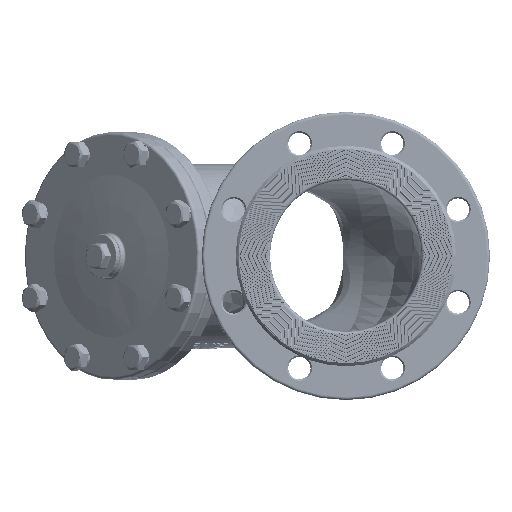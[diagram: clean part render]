
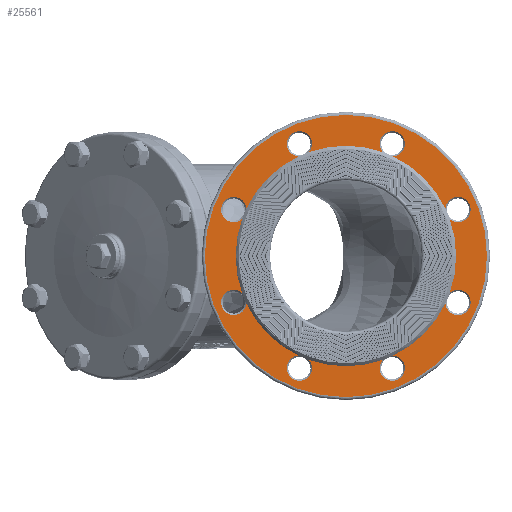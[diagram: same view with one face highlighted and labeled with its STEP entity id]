
A CAD part, left-side view. The second image highlights one B-rep face of the part: STEP entity #25561.
In plain terms, the highlighted planar face has unit normal (-1, 0, 0).
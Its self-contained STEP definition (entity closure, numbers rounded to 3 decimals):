
#598=FACE_BOUND('',#5449,.T.);
#2792=PLANE('',#27482);
#3737=FACE_OUTER_BOUND('',#5448,.T.);
#5448=EDGE_LOOP('',(#20892));
#5449=EDGE_LOOP('',(#20893,#20894,#20895,#20896,#20897,#20898,#20899,#20900,
#20901,#20902,#20903,#20904,#20905,#20906,#20907,#20908));
#9967=CIRCLE('',#27466,109.);
#9969=CIRCLE('',#27468,109.);
#9971=CIRCLE('',#27470,109.);
#9973=CIRCLE('',#27472,109.);
#9975=CIRCLE('',#27474,109.);
#9977=CIRCLE('',#27476,109.);
#9979=CIRCLE('',#27478,109.);
#9981=CIRCLE('',#27480,109.);
#9983=CIRCLE('',#27483,139.5);
#9984=CIRCLE('',#27484,12.5);
#9985=CIRCLE('',#27485,12.5);
#9986=CIRCLE('',#27486,12.5);
#9987=CIRCLE('',#27487,12.5);
#9988=CIRCLE('',#27488,12.5);
#9989=CIRCLE('',#27489,12.5);
#9990=CIRCLE('',#27490,12.5);
#9991=CIRCLE('',#27491,12.5);
#12271=VERTEX_POINT('',#69525);
#12272=VERTEX_POINT('',#69526);
#12273=VERTEX_POINT('',#69528);
#12274=VERTEX_POINT('',#69530);
#12275=VERTEX_POINT('',#69532);
#12276=VERTEX_POINT('',#69534);
#12277=VERTEX_POINT('',#69536);
#12278=VERTEX_POINT('',#69538);
#12279=VERTEX_POINT('',#69540);
#12280=VERTEX_POINT('',#69542);
#12281=VERTEX_POINT('',#69544);
#12282=VERTEX_POINT('',#69546);
#12283=VERTEX_POINT('',#69548);
#12284=VERTEX_POINT('',#69550);
#12285=VERTEX_POINT('',#69552);
#12286=VERTEX_POINT('',#69554);
#12287=VERTEX_POINT('',#69558);
#15408=EDGE_CURVE('',#12271,#12272,#9967,.T.);
#15410=EDGE_CURVE('',#12273,#12274,#9969,.T.);
#15412=EDGE_CURVE('',#12275,#12276,#9971,.T.);
#15414=EDGE_CURVE('',#12277,#12278,#9973,.T.);
#15416=EDGE_CURVE('',#12279,#12280,#9975,.T.);
#15418=EDGE_CURVE('',#12281,#12282,#9977,.T.);
#15420=EDGE_CURVE('',#12283,#12284,#9979,.T.);
#15422=EDGE_CURVE('',#12285,#12286,#9981,.T.);
#15424=EDGE_CURVE('',#12287,#12287,#9983,.T.);
#15425=EDGE_CURVE('',#12271,#12286,#9984,.T.);
#15426=EDGE_CURVE('',#12285,#12284,#9985,.T.);
#15427=EDGE_CURVE('',#12283,#12282,#9986,.T.);
#15428=EDGE_CURVE('',#12281,#12280,#9987,.T.);
#15429=EDGE_CURVE('',#12279,#12278,#9988,.T.);
#15430=EDGE_CURVE('',#12277,#12276,#9989,.T.);
#15431=EDGE_CURVE('',#12275,#12274,#9990,.T.);
#15432=EDGE_CURVE('',#12273,#12272,#9991,.T.);
#20892=ORIENTED_EDGE('',*,*,#15424,.T.);
#20893=ORIENTED_EDGE('',*,*,#15408,.F.);
#20894=ORIENTED_EDGE('',*,*,#15425,.T.);
#20895=ORIENTED_EDGE('',*,*,#15422,.F.);
#20896=ORIENTED_EDGE('',*,*,#15426,.T.);
#20897=ORIENTED_EDGE('',*,*,#15420,.F.);
#20898=ORIENTED_EDGE('',*,*,#15427,.T.);
#20899=ORIENTED_EDGE('',*,*,#15418,.F.);
#20900=ORIENTED_EDGE('',*,*,#15428,.T.);
#20901=ORIENTED_EDGE('',*,*,#15416,.F.);
#20902=ORIENTED_EDGE('',*,*,#15429,.T.);
#20903=ORIENTED_EDGE('',*,*,#15414,.F.);
#20904=ORIENTED_EDGE('',*,*,#15430,.T.);
#20905=ORIENTED_EDGE('',*,*,#15412,.F.);
#20906=ORIENTED_EDGE('',*,*,#15431,.T.);
#20907=ORIENTED_EDGE('',*,*,#15410,.F.);
#20908=ORIENTED_EDGE('',*,*,#15432,.T.);
#25561=ADVANCED_FACE('',(#3737,#598),#2792,.T.);
#27466=AXIS2_PLACEMENT_3D('',#69527,#31550,#31551);
#27468=AXIS2_PLACEMENT_3D('',#69531,#31554,#31555);
#27470=AXIS2_PLACEMENT_3D('',#69535,#31558,#31559);
#27472=AXIS2_PLACEMENT_3D('',#69539,#31562,#31563);
#27474=AXIS2_PLACEMENT_3D('',#69543,#31566,#31567);
#27476=AXIS2_PLACEMENT_3D('',#69547,#31570,#31571);
#27478=AXIS2_PLACEMENT_3D('',#69551,#31574,#31575);
#27480=AXIS2_PLACEMENT_3D('',#69555,#31578,#31579);
#27482=AXIS2_PLACEMENT_3D('',#69557,#31582,#31583);
#27483=AXIS2_PLACEMENT_3D('',#69559,#31584,#31585);
#27484=AXIS2_PLACEMENT_3D('',#69560,#31586,#31587);
#27485=AXIS2_PLACEMENT_3D('',#69561,#31588,#31589);
#27486=AXIS2_PLACEMENT_3D('',#69562,#31590,#31591);
#27487=AXIS2_PLACEMENT_3D('',#69563,#31592,#31593);
#27488=AXIS2_PLACEMENT_3D('',#69564,#31594,#31595);
#27489=AXIS2_PLACEMENT_3D('',#69565,#31596,#31597);
#27490=AXIS2_PLACEMENT_3D('',#69566,#31598,#31599);
#27491=AXIS2_PLACEMENT_3D('',#69567,#31600,#31601);
#31550=DIRECTION('center_axis',(-1.,0.,0.));
#31551=DIRECTION('ref_axis',(0.,0.,1.));
#31554=DIRECTION('center_axis',(-1.,0.,0.));
#31555=DIRECTION('ref_axis',(0.,0.43,0.903));
#31558=DIRECTION('center_axis',(-1.,0.,0.));
#31559=DIRECTION('ref_axis',(0.,0.942,0.334));
#31562=DIRECTION('center_axis',(-1.,0.,0.));
#31563=DIRECTION('ref_axis',(0.,0.903,-0.43));
#31566=DIRECTION('center_axis',(-1.,0.,0.));
#31567=DIRECTION('ref_axis',(0.,0.,-1.));
#31570=DIRECTION('center_axis',(-1.,0.,0.));
#31571=DIRECTION('ref_axis',(0.,-0.43,-0.903));
#31574=DIRECTION('center_axis',(-1.,0.,0.));
#31575=DIRECTION('ref_axis',(0.,-0.942,-0.334));
#31578=DIRECTION('center_axis',(-1.,0.,0.));
#31579=DIRECTION('ref_axis',(0.,-0.903,0.43));
#31582=DIRECTION('center_axis',(-1.,0.,0.));
#31583=DIRECTION('ref_axis',(0.,0.,1.));
#31584=DIRECTION('center_axis',(-1.,0.,0.));
#31585=DIRECTION('ref_axis',(0.,0.,-1.));
#31586=DIRECTION('center_axis',(1.,0.,0.));
#31587=DIRECTION('ref_axis',(0.,-1.,0.));
#31588=DIRECTION('center_axis',(1.,0.,0.));
#31589=DIRECTION('ref_axis',(0.,-0.707,-0.707));
#31590=DIRECTION('center_axis',(1.,0.,0.));
#31591=DIRECTION('ref_axis',(0.,0.,-1.));
#31592=DIRECTION('center_axis',(1.,0.,0.));
#31593=DIRECTION('ref_axis',(0.,0.707,-0.707));
#31594=DIRECTION('center_axis',(1.,0.,0.));
#31595=DIRECTION('ref_axis',(0.,1.,0.));
#31596=DIRECTION('center_axis',(1.,0.,0.));
#31597=DIRECTION('ref_axis',(0.,0.707,0.707));
#31598=DIRECTION('center_axis',(1.,0.,0.));
#31599=DIRECTION('ref_axis',(0.,0.,1.));
#31600=DIRECTION('center_axis',(1.,0.,0.));
#31601=DIRECTION('ref_axis',(0.,-0.707,0.707));
#69525=CARTESIAN_POINT('',(-27.,-36.43,102.732));
#69526=CARTESIAN_POINT('',(-27.,36.43,102.732));
#69527=CARTESIAN_POINT('Origin',(-27.,0.,0.));
#69528=CARTESIAN_POINT('',(-27.,46.882,98.402));
#69530=CARTESIAN_POINT('',(-27.,98.402,46.882));
#69531=CARTESIAN_POINT('Origin',(-27.,0.,0.));
#69532=CARTESIAN_POINT('',(-27.,102.732,36.43));
#69534=CARTESIAN_POINT('',(-27.,102.732,-36.43));
#69535=CARTESIAN_POINT('Origin',(-27.,0.,0.));
#69536=CARTESIAN_POINT('',(-27.,98.402,-46.882));
#69538=CARTESIAN_POINT('',(-27.,46.882,-98.402));
#69539=CARTESIAN_POINT('Origin',(-27.,0.,0.));
#69540=CARTESIAN_POINT('',(-27.,36.43,-102.732));
#69542=CARTESIAN_POINT('',(-27.,-36.43,-102.732));
#69543=CARTESIAN_POINT('Origin',(-27.,0.,0.));
#69544=CARTESIAN_POINT('',(-27.,-46.882,-98.402));
#69546=CARTESIAN_POINT('',(-27.,-98.402,-46.882));
#69547=CARTESIAN_POINT('Origin',(-27.,0.,0.));
#69548=CARTESIAN_POINT('',(-27.,-102.732,-36.43));
#69550=CARTESIAN_POINT('',(-27.,-102.732,36.43));
#69551=CARTESIAN_POINT('Origin',(-27.,0.,0.));
#69552=CARTESIAN_POINT('',(-27.,-98.402,46.882));
#69554=CARTESIAN_POINT('',(-27.,-46.882,98.402));
#69555=CARTESIAN_POINT('Origin',(-27.,0.,0.));
#69557=CARTESIAN_POINT('Origin',(-27.,0.,0.));
#69558=CARTESIAN_POINT('',(-27.,0.,-139.5));
#69559=CARTESIAN_POINT('Origin',(-27.,0.,0.));
#69560=CARTESIAN_POINT('Origin',(-27.,-45.922,110.866));
#69561=CARTESIAN_POINT('Origin',(-27.,-110.866,45.922));
#69562=CARTESIAN_POINT('Origin',(-27.,-110.866,-45.922));
#69563=CARTESIAN_POINT('Origin',(-27.,-45.922,-110.866));
#69564=CARTESIAN_POINT('Origin',(-27.,45.922,-110.866));
#69565=CARTESIAN_POINT('Origin',(-27.,110.866,-45.922));
#69566=CARTESIAN_POINT('Origin',(-27.,110.866,45.922));
#69567=CARTESIAN_POINT('Origin',(-27.,45.922,110.866));
